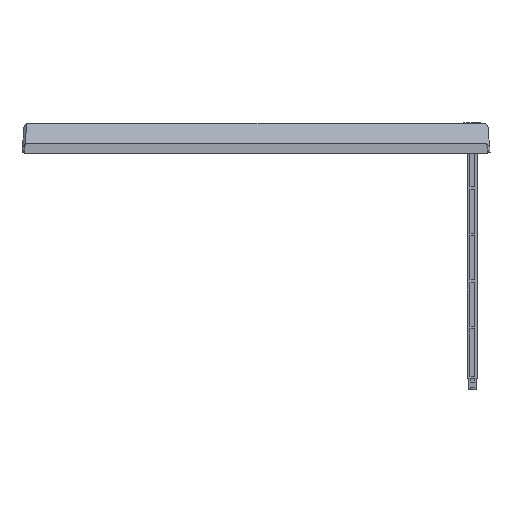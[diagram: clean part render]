
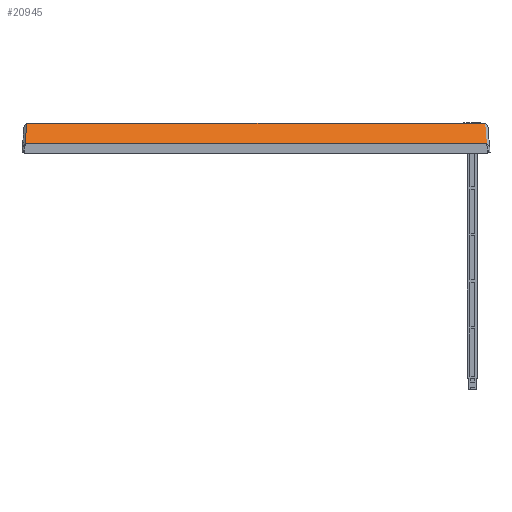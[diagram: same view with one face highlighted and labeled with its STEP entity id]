
A CAD part, top view. The second image highlights one B-rep face of the part: STEP entity #20945.
In plain terms, the highlighted planar face has unit normal (0, 0.458, 0.889).
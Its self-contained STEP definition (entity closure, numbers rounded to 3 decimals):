
#929=ELLIPSE('',#22278,4.381,2.);
#930=ELLIPSE('',#22279,4.381,2.);
#1501=FACE_OUTER_BOUND('',#2677,.T.);
#2677=EDGE_LOOP('',(#15103,#15104,#15105,#15106,#15107,#15108,#15109));
#4397=LINE('',#30043,#6797);
#4398=LINE('',#30045,#6798);
#4399=LINE('',#30047,#6799);
#4400=LINE('',#30049,#6800);
#4401=LINE('',#30052,#6801);
#6797=VECTOR('',#24364,1000.);
#6798=VECTOR('',#24365,1000.);
#6799=VECTOR('',#24366,1000.);
#6800=VECTOR('',#24367,1000.);
#6801=VECTOR('',#24370,1000.);
#9170=VERTEX_POINT('',#30039);
#9171=VERTEX_POINT('',#30040);
#9172=VERTEX_POINT('',#30042);
#9173=VERTEX_POINT('',#30044);
#9174=VERTEX_POINT('',#30046);
#9175=VERTEX_POINT('',#30048);
#9176=VERTEX_POINT('',#30050);
#11445=EDGE_CURVE('',#9170,#9171,#929,.T.);
#11446=EDGE_CURVE('',#9170,#9172,#4397,.T.);
#11447=EDGE_CURVE('',#9173,#9172,#4398,.T.);
#11448=EDGE_CURVE('',#9173,#9174,#4399,.T.);
#11449=EDGE_CURVE('',#9174,#9175,#4400,.T.);
#11450=EDGE_CURVE('',#9176,#9175,#930,.T.);
#11451=EDGE_CURVE('',#9171,#9176,#4401,.T.);
#15103=ORIENTED_EDGE('',*,*,#11445,.F.);
#15104=ORIENTED_EDGE('',*,*,#11446,.T.);
#15105=ORIENTED_EDGE('',*,*,#11447,.F.);
#15106=ORIENTED_EDGE('',*,*,#11448,.T.);
#15107=ORIENTED_EDGE('',*,*,#11449,.T.);
#15108=ORIENTED_EDGE('',*,*,#11450,.F.);
#15109=ORIENTED_EDGE('',*,*,#11451,.F.);
#20141=PLANE('',#22277);
#20945=ADVANCED_FACE('',(#1501),#20141,.F.);
#22277=AXIS2_PLACEMENT_3D('',#30038,#24360,#24361);
#22278=AXIS2_PLACEMENT_3D('',#30041,#24362,#24363);
#22279=AXIS2_PLACEMENT_3D('',#30051,#24368,#24369);
#24360=DIRECTION('center_axis',(0.,-0.458,-0.889));
#24361=DIRECTION('ref_axis',(0.,-0.889,0.458));
#24362=DIRECTION('center_axis',(0.,-0.458,-0.889));
#24363=DIRECTION('ref_axis',(0.088,-0.886,0.456));
#24364=DIRECTION('',(-0.07,0.887,-0.457));
#24365=DIRECTION('',(1.,0.,0.));
#24366=DIRECTION('',(-0.07,-0.887,0.457));
#24367=DIRECTION('',(-0.07,-0.887,0.457));
#24368=DIRECTION('center_axis',(0.,-0.458,-0.889));
#24369=DIRECTION('ref_axis',(-0.088,-0.886,0.456));
#24370=DIRECTION('',(-1.,0.,0.));
#30038=CARTESIAN_POINT('Origin',(-0.457,-16.5,131.908));
#30039=CARTESIAN_POINT('',(378.408,-16.5,131.908));
#30040=CARTESIAN_POINT('',(378.407,-16.5,131.908));
#30041=CARTESIAN_POINT('Origin',(378.101,-12.618,129.908));
#30042=CARTESIAN_POINT('',(377.107,0.,123.408));
#30043=CARTESIAN_POINT('',(376.557,6.986,119.809));
#30044=CARTESIAN_POINT('',(3.475,0.,123.408));
#30045=CARTESIAN_POINT('',(94.918,0.,123.408));
#30046=CARTESIAN_POINT('',(2.242,-15.679,131.485));
#30047=CARTESIAN_POINT('',(2.164,-16.663,131.992));
#30048=CARTESIAN_POINT('',(2.177,-16.5,131.908));
#30049=CARTESIAN_POINT('',(2.164,-16.663,131.992));
#30050=CARTESIAN_POINT('',(2.178,-16.5,131.908));
#30051=CARTESIAN_POINT('Origin',(2.484,-12.618,129.908));
#30052=CARTESIAN_POINT('',(190.293,-16.5,131.908));
